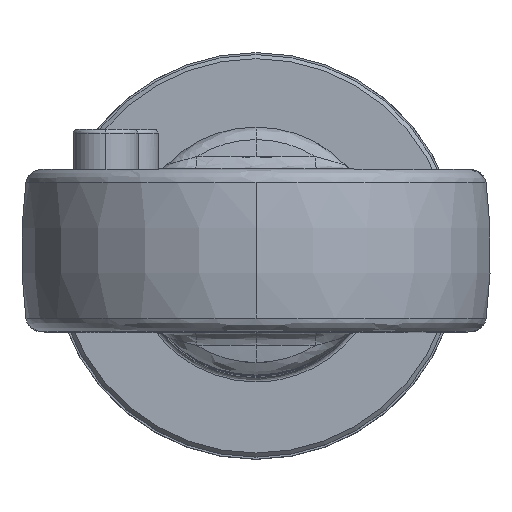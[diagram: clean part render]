
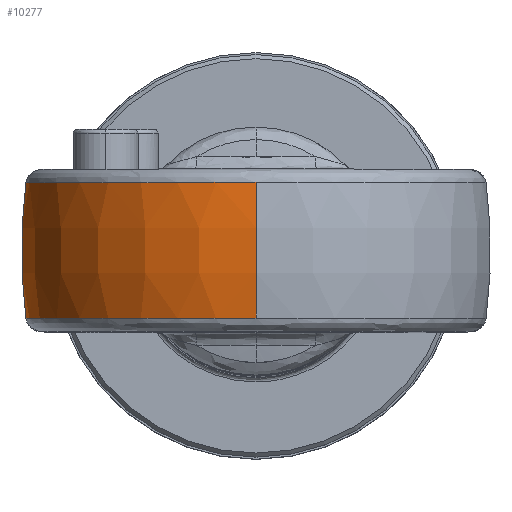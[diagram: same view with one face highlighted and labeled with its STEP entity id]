
A CAD part, top view. The second image highlights one B-rep face of the part: STEP entity #10277.
In plain terms, the highlighted toroidal (fillet/blend) face has major radius 8.4 mm and minor radius 20 mm.
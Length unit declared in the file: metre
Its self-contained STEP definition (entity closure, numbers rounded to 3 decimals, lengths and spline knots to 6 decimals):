
#232 = DIRECTION ( 'NONE',  ( 0.144, 0., -0.99 ) ) ;
#544 = AXIS2_PLACEMENT_3D ( 'NONE', #13450, #9914, #12128 ) ;
#638 = DIRECTION ( 'NONE',  ( 0., 0., 1. ) ) ;
#737 = VERTEX_POINT ( 'NONE', #13151 ) ;
#820 = CIRCLE ( 'NONE', #8607, 0.02 ) ;
#1962 = VERTEX_POINT ( 'NONE', #3605 ) ;
#2953 = FACE_OUTER_BOUND ( 'NONE', #14181, .T. ) ;
#2994 = DIRECTION ( 'NONE',  ( 0., 0., -1. ) ) ;
#3588 = VERTEX_POINT ( 'NONE', #10079 ) ;
#3605 = CARTESIAN_POINT ( 'NONE',  ( -0.01132, 0.003333, 0. ) ) ;
#3668 = CARTESIAN_POINT ( 'NONE',  ( 0., -0.003333, 0.01132 ) ) ;
#3675 = TOROIDAL_SURFACE ( 'NONE', #7504, -0.0084, 0.02 ) ;
#3681 = DIRECTION ( 'NONE',  ( 0.99, 0., 0.144 ) ) ;
#3740 = CIRCLE ( 'NONE', #7746, 0.02 ) ;
#4140 = ORIENTED_EDGE ( 'NONE', *, *, #13195, .T. ) ;
#4172 = VERTEX_POINT ( 'NONE', #11291 ) ;
#4801 = DIRECTION ( 'NONE',  ( 0., -1., 0. ) ) ;
#4828 = DIRECTION ( 'NONE',  ( -1., 0., 0. ) ) ;
#4993 = ORIENTED_EDGE ( 'NONE', *, *, #7719, .T. ) ;
#5055 = ORIENTED_EDGE ( 'NONE', *, *, #13370, .T. ) ;
#5154 = ORIENTED_EDGE ( 'NONE', *, *, #9497, .T. ) ;
#5774 = DIRECTION ( 'NONE',  ( 0., 0., -1. ) ) ;
#5948 = VERTEX_POINT ( 'NONE', #3668 ) ;
#6090 = CARTESIAN_POINT ( 'NONE',  ( 0.008312, 0., 0.001213 ) ) ;
#6153 = CIRCLE ( 'NONE', #6379, 0.01132 ) ;
#6212 = DIRECTION ( 'NONE',  ( 0., 0., 1. ) ) ;
#6379 = AXIS2_PLACEMENT_3D ( 'NONE', #8173, #4801, #5774 ) ;
#6650 = DIRECTION ( 'NONE',  ( 0., 1., 0. ) ) ;
#7300 = DIRECTION ( 'NONE',  ( 0., 1., 0. ) ) ;
#7328 = CARTESIAN_POINT ( 'NONE',  ( -0.011202, 0.003333, -0.001634 ) ) ;
#7408 = DIRECTION ( 'NONE',  ( 0., -1., 0. ) ) ;
#7504 = AXIS2_PLACEMENT_3D ( 'NONE', #10712, #7300, #6212 ) ;
#7719 = EDGE_CURVE ( 'NONE', #737, #5948, #12891, .T. ) ;
#7746 = AXIS2_PLACEMENT_3D ( 'NONE', #11729, #4828, #638 ) ;
#8173 = CARTESIAN_POINT ( 'NONE',  ( 0., 0.003333, 0. ) ) ;
#8418 = EDGE_CURVE ( 'NONE', #3588, #12383, #820, .T. ) ;
#8607 = AXIS2_PLACEMENT_3D ( 'NONE', #6090, #232, #3681 ) ;
#9437 = ORIENTED_EDGE ( 'NONE', *, *, #8418, .F. ) ;
#9497 = EDGE_CURVE ( 'NONE', #4172, #1962, #12629, .T. ) ;
#9914 = DIRECTION ( 'NONE',  ( 0., 1., 0. ) ) ;
#10079 = CARTESIAN_POINT ( 'NONE',  ( -0.011202, -0.003333, -0.001634 ) ) ;
#10153 = AXIS2_PLACEMENT_3D ( 'NONE', #13505, #6650, #14643 ) ;
#10277 = ADVANCED_FACE ( 'NONE', ( #2953 ), #3675, .T. ) ;
#10712 = CARTESIAN_POINT ( 'NONE',  ( 0., 0., 0. ) ) ;
#11291 = CARTESIAN_POINT ( 'NONE',  ( 0., 0.003333, 0.01132 ) ) ;
#11364 = ORIENTED_EDGE ( 'NONE', *, *, #11739, .T. ) ;
#11729 = CARTESIAN_POINT ( 'NONE',  ( 0., 0., -0.0084 ) ) ;
#11739 = EDGE_CURVE ( 'NONE', #1962, #12383, #6153, .T. ) ;
#12128 = DIRECTION ( 'NONE',  ( 0., 0., 1. ) ) ;
#12225 = CARTESIAN_POINT ( 'NONE',  ( 0., 0.003333, 0. ) ) ;
#12383 = VERTEX_POINT ( 'NONE', #7328 ) ;
#12524 = CIRCLE ( 'NONE', #10153, 0.01132 ) ;
#12629 = CIRCLE ( 'NONE', #13243, 0.01132 ) ;
#12891 = CIRCLE ( 'NONE', #544, 0.01132 ) ;
#13151 = CARTESIAN_POINT ( 'NONE',  ( -0.01132, -0.003333, 0. ) ) ;
#13195 = EDGE_CURVE ( 'NONE', #3588, #737, #12524, .T. ) ;
#13243 = AXIS2_PLACEMENT_3D ( 'NONE', #12225, #7408, #2994 ) ;
#13370 = EDGE_CURVE ( 'NONE', #5948, #4172, #3740, .T. ) ;
#13450 = CARTESIAN_POINT ( 'NONE',  ( 0., -0.003333, 0. ) ) ;
#13505 = CARTESIAN_POINT ( 'NONE',  ( 0., -0.003333, 0. ) ) ;
#14181 = EDGE_LOOP ( 'NONE', ( #4140, #4993, #5055, #5154, #11364, #9437 ) ) ;
#14643 = DIRECTION ( 'NONE',  ( 0., 0., 1. ) ) ;
